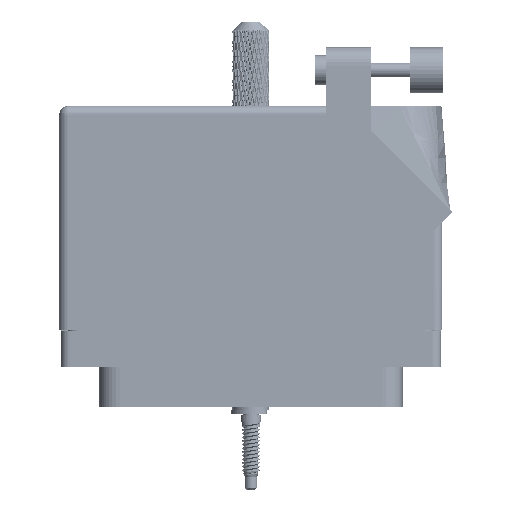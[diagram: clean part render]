
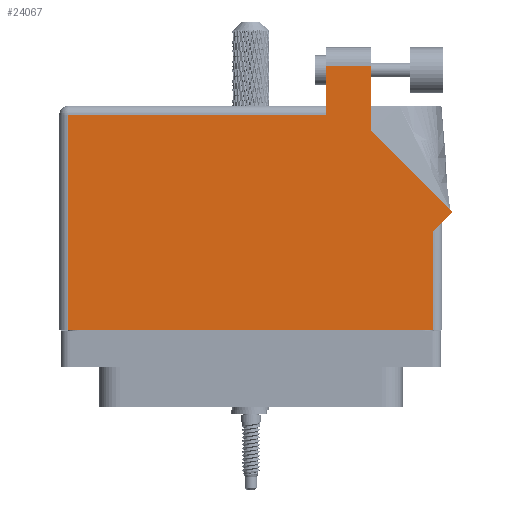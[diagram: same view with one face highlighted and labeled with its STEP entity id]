
A CAD part, front view. The second image highlights one B-rep face of the part: STEP entity #24067.
In plain terms, the highlighted face is planar.
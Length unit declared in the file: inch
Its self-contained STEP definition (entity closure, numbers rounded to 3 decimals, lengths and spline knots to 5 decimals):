
#726 = LINE ( 'NONE', #80877, #16502 ) ;
#4008 = LINE ( 'NONE', #97990, #59482 ) ;
#5603 = CARTESIAN_POINT ( 'NONE',  ( 1.37671, 0.70771, 0.455 ) ) ;
#6584 = EDGE_CURVE ( 'NONE', #74378, #25456, #4008, .T. ) ;
#7009 = VECTOR ( 'NONE', #14264, 39.37008 ) ;
#7759 = DIRECTION ( 'NONE',  ( 0., 1., 0. ) ) ;
#11755 = CARTESIAN_POINT ( 'NONE',  ( 1.37671, 0.70771, 0.455 ) ) ;
#14057 = EDGE_CURVE ( 'NONE', #90465, #29670, #56826, .T. ) ;
#14264 = DIRECTION ( 'NONE',  ( -1., 0., 0. ) ) ;
#16502 = VECTOR ( 'NONE', #17753, 39.37008 ) ;
#17487 = ORIENTED_EDGE ( 'NONE', *, *, #48659, .T. ) ;
#17753 = DIRECTION ( 'NONE',  ( -1., 0., 0. ) ) ;
#18728 = DIRECTION ( 'NONE',  ( 0., -1., 0. ) ) ;
#20739 = LINE ( 'NONE', #112945, #36365 ) ;
#22917 = VECTOR ( 'NONE', #113760, 39.37008 ) ;
#24067 = ADVANCED_FACE ( 'NONE', ( #63736 ), #108619, .F. ) ;
#24163 = CARTESIAN_POINT ( 'NONE',  ( 1.306, 0.637, 0.455 ) ) ;
#24476 = ORIENTED_EDGE ( 'NONE', *, *, #106769, .T. ) ;
#25456 = VERTEX_POINT ( 'NONE', #34993 ) ;
#29670 = VERTEX_POINT ( 'NONE', #31131 ) ;
#31131 = CARTESIAN_POINT ( 'NONE',  ( -1.244, 1.368, 0.455 ) ) ;
#32147 = EDGE_CURVE ( 'NONE', #105675, #74378, #74150, .T. ) ;
#33305 = CARTESIAN_POINT ( 'NONE',  ( 0.513, 1.368, 0.455 ) ) ;
#34993 = CARTESIAN_POINT ( 'NONE',  ( 0.82, 1.705, 0.455 ) ) ;
#36365 = VECTOR ( 'NONE', #104631, 39.37008 ) ;
#39014 = ORIENTED_EDGE ( 'NONE', *, *, #83288, .T. ) ;
#39644 = DIRECTION ( 'NONE',  ( -0.707, 0.707, 0. ) ) ;
#41075 = VERTEX_POINT ( 'NONE', #61906 ) ;
#42149 = EDGE_CURVE ( 'NONE', #29670, #48361, #71230, .T. ) ;
#42362 = CARTESIAN_POINT ( 'NONE',  ( -1.244, -0.1, 0.455 ) ) ;
#43989 = CARTESIAN_POINT ( 'NONE',  ( -1.306, 1.43, 0.455 ) ) ;
#46642 = LINE ( 'NONE', #24163, #110498 ) ;
#48361 = VERTEX_POINT ( 'NONE', #111130 ) ;
#48659 = EDGE_CURVE ( 'NONE', #48361, #99484, #64727, .T. ) ;
#50040 = ORIENTED_EDGE ( 'NONE', *, *, #58437, .T. ) ;
#55455 = DIRECTION ( 'NONE',  ( 1., 0., 0. ) ) ;
#56826 = LINE ( 'NONE', #114329, #7009 ) ;
#58437 = EDGE_CURVE ( 'NONE', #99484, #41075, #20739, .T. ) ;
#59482 = VECTOR ( 'NONE', #7759, 39.37008 ) ;
#61906 = CARTESIAN_POINT ( 'NONE',  ( 1.244, 0.575, 0.455 ) ) ;
#62758 = AXIS2_PLACEMENT_3D ( 'NONE', #43989, #117376, #99908 ) ;
#62861 = CARTESIAN_POINT ( 'NONE',  ( 0.513, 1.705, 0.455 ) ) ;
#63736 = FACE_OUTER_BOUND ( 'NONE', #105114, .T. ) ;
#64727 = LINE ( 'NONE', #82453, #107364 ) ;
#66270 = EDGE_CURVE ( 'NONE', #25456, #66798, #726, .T. ) ;
#66568 = ORIENTED_EDGE ( 'NONE', *, *, #14057, .T. ) ;
#66798 = VERTEX_POINT ( 'NONE', #62861 ) ;
#71230 = LINE ( 'NONE', #42362, #22917 ) ;
#74150 = LINE ( 'NONE', #11755, #115369 ) ;
#74378 = VERTEX_POINT ( 'NONE', #105517 ) ;
#75928 = ORIENTED_EDGE ( 'NONE', *, *, #66270, .T. ) ;
#78744 = ORIENTED_EDGE ( 'NONE', *, *, #6584, .T. ) ;
#79709 = DIRECTION ( 'NONE',  ( 0.707, 0.707, 0. ) ) ;
#80476 = VECTOR ( 'NONE', #18728, 39.37008 ) ;
#80877 = CARTESIAN_POINT ( 'NONE',  ( 0.513, 1.705, 0.455 ) ) ;
#81469 = CARTESIAN_POINT ( 'NONE',  ( 0.513, 1.43, 0.455 ) ) ;
#82453 = CARTESIAN_POINT ( 'NONE',  ( -1.306, -0.1, 0.455 ) ) ;
#83288 = EDGE_CURVE ( 'NONE', #41075, #105675, #46642, .T. ) ;
#90465 = VERTEX_POINT ( 'NONE', #33305 ) ;
#97990 = CARTESIAN_POINT ( 'NONE',  ( 0.82, 1.26442, 0.455 ) ) ;
#99484 = VERTEX_POINT ( 'NONE', #104875 ) ;
#99908 = DIRECTION ( 'NONE',  ( -1., 0., 0. ) ) ;
#104631 = DIRECTION ( 'NONE',  ( 0., 1., 0. ) ) ;
#104875 = CARTESIAN_POINT ( 'NONE',  ( 1.244, -0.1, 0.455 ) ) ;
#105114 = EDGE_LOOP ( 'NONE', ( #78744, #75928, #24476, #66568, #107388, #17487, #50040, #39014, #108679 ) ) ;
#105517 = CARTESIAN_POINT ( 'NONE',  ( 0.82, 1.26442, 0.455 ) ) ;
#105675 = VERTEX_POINT ( 'NONE', #5603 ) ;
#106769 = EDGE_CURVE ( 'NONE', #66798, #90465, #116004, .T. ) ;
#107364 = VECTOR ( 'NONE', #55455, 39.37008 ) ;
#107388 = ORIENTED_EDGE ( 'NONE', *, *, #42149, .T. ) ;
#108619 = PLANE ( 'NONE',  #62758 ) ;
#108679 = ORIENTED_EDGE ( 'NONE', *, *, #32147, .T. ) ;
#110498 = VECTOR ( 'NONE', #79709, 39.37008 ) ;
#111130 = CARTESIAN_POINT ( 'NONE',  ( -1.244, -0.1, 0.455 ) ) ;
#112945 = CARTESIAN_POINT ( 'NONE',  ( 1.244, 0.637, 0.455 ) ) ;
#113760 = DIRECTION ( 'NONE',  ( 0., -1., 0. ) ) ;
#114329 = CARTESIAN_POINT ( 'NONE',  ( -1.306, 1.368, 0.455 ) ) ;
#115369 = VECTOR ( 'NONE', #39644, 39.37008 ) ;
#116004 = LINE ( 'NONE', #81469, #80476 ) ;
#117376 = DIRECTION ( 'NONE',  ( 0., 0., -1. ) ) ;
